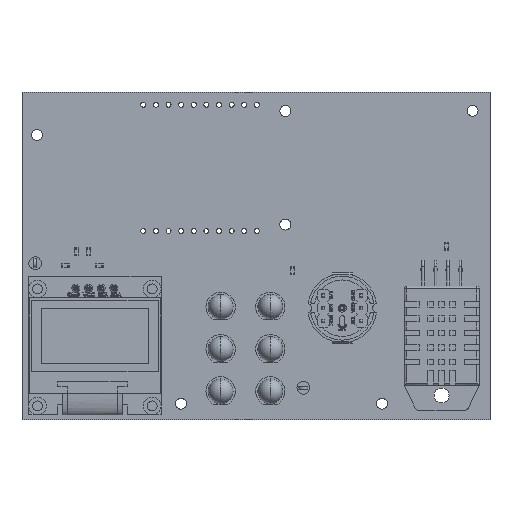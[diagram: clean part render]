
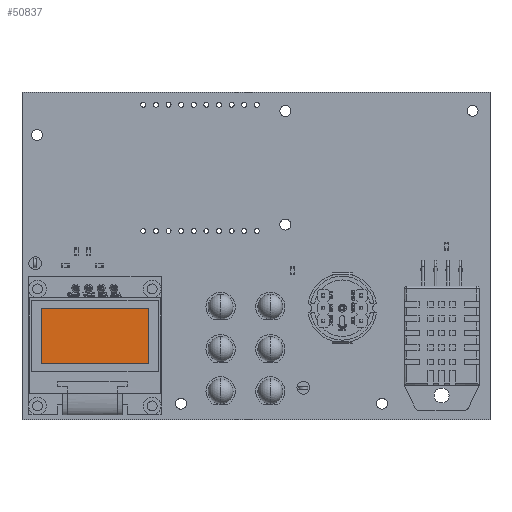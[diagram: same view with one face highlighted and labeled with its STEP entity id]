
A CAD part, top view. The second image highlights one B-rep face of the part: STEP entity #50837.
In plain terms, the highlighted planar face has unit normal (0, 0, 1).
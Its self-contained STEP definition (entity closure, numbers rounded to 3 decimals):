
#50837 = ADVANCED_FACE('',(#50838),#50872,.T.);
#50838 = FACE_BOUND('',#50839,.T.);
#50839 = EDGE_LOOP('',(#50840,#50850,#50858,#50866));
#50840 = ORIENTED_EDGE('',*,*,#50841,.T.);
#50841 = EDGE_CURVE('',#50842,#50844,#50846,.T.);
#50842 = VERTEX_POINT('',#50843);
#50843 = CARTESIAN_POINT('',(-23.55,-8.054,1.265));
#50844 = VERTEX_POINT('',#50845);
#50845 = CARTESIAN_POINT('',(-23.55,3.166,1.265));
#50846 = LINE('',#50847,#50848);
#50847 = CARTESIAN_POINT('',(-23.55,-8.054,1.265));
#50848 = VECTOR('',#50849,1.);
#50849 = DIRECTION('',(0.,1.,0.));
#50850 = ORIENTED_EDGE('',*,*,#50851,.F.);
#50851 = EDGE_CURVE('',#50852,#50844,#50854,.T.);
#50852 = VERTEX_POINT('',#50853);
#50853 = CARTESIAN_POINT('',(-45.11,3.166,1.265));
#50854 = LINE('',#50855,#50856);
#50855 = CARTESIAN_POINT('',(-45.11,3.166,1.265));
#50856 = VECTOR('',#50857,1.);
#50857 = DIRECTION('',(1.,0.,0.));
#50858 = ORIENTED_EDGE('',*,*,#50859,.F.);
#50859 = EDGE_CURVE('',#50860,#50852,#50862,.T.);
#50860 = VERTEX_POINT('',#50861);
#50861 = CARTESIAN_POINT('',(-45.11,-8.054,1.265));
#50862 = LINE('',#50863,#50864);
#50863 = CARTESIAN_POINT('',(-45.11,-8.054,1.265));
#50864 = VECTOR('',#50865,1.);
#50865 = DIRECTION('',(0.,1.,0.));
#50866 = ORIENTED_EDGE('',*,*,#50867,.T.);
#50867 = EDGE_CURVE('',#50860,#50842,#50868,.T.);
#50868 = LINE('',#50869,#50870);
#50869 = CARTESIAN_POINT('',(-45.11,-8.054,1.265));
#50870 = VECTOR('',#50871,1.);
#50871 = DIRECTION('',(1.,0.,0.));
#50872 = PLANE('',#50873);
#50873 = AXIS2_PLACEMENT_3D('',#50874,#50875,#50876);
#50874 = CARTESIAN_POINT('',(-34.33,-3.004,1.265));
#50875 = DIRECTION('',(0.,0.,1.));
#50876 = DIRECTION('',(1.,0.,-0.));
